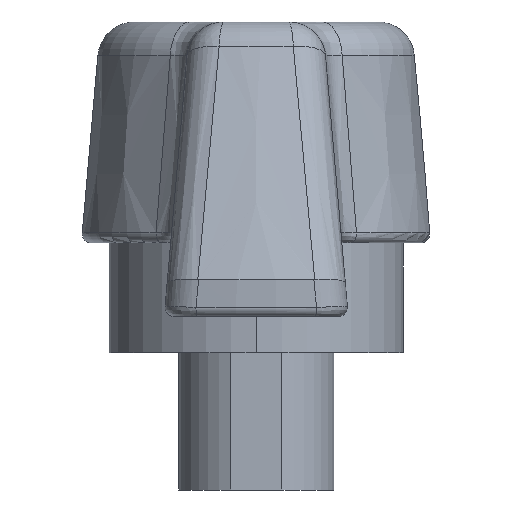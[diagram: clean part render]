
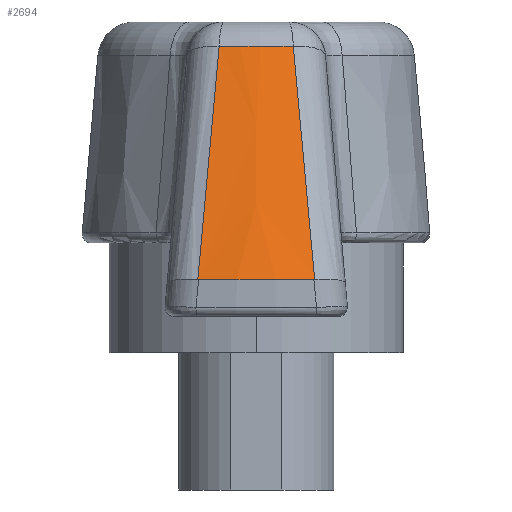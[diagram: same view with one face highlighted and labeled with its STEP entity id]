
A CAD part, front view. The second image highlights one B-rep face of the part: STEP entity #2694.
In plain terms, the highlighted conical face has half-angle 20 degrees and reference radius 15.46 mm.
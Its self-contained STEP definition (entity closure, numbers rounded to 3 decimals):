
#2 = CARTESIAN_POINT ( 'NONE',  ( 3.146, -19.852, -2.557 ) ) ;
#69 = CARTESIAN_POINT ( 'NONE',  ( -3.146, -19.852, -2.556 ) ) ;
#271 = CARTESIAN_POINT ( 'NONE',  ( 2.419, -16.834, 5.943 ) ) ;
#299 = ORIENTED_EDGE ( 'NONE', *, *, #4017, .T. ) ;
#316 = CARTESIAN_POINT ( 'NONE',  ( 3.191, -19.844, -2.556 ) ) ;
#367 = DIRECTION ( 'NONE',  ( 0., 1., 0. ) ) ;
#390 = FACE_OUTER_BOUND ( 'NONE', #4387, .T. ) ;
#414 = CARTESIAN_POINT ( 'NONE',  ( 0., 0., 10.191 ) ) ;
#446 = CARTESIAN_POINT ( 'NONE',  ( -3.191, -19.844, -2.554 ) ) ;
#504 = ORIENTED_EDGE ( 'NONE', *, *, #1763, .T. ) ;
#514 = EDGE_CURVE ( 'NONE', #2076, #4330, #596, .T. ) ;
#596 = B_SPLINE_CURVE_WITH_KNOTS ( 'NONE', 3,
 ( #1968, #271, #1302, #316 ),
 .UNSPECIFIED., .F., .F.,
 ( 4, 4 ),
 ( 0., 1. ),
 .UNSPECIFIED. ) ;
#627 = AXIS2_PLACEMENT_3D ( 'NONE', #2308, #3683, #4300 ) ;
#671 = CARTESIAN_POINT ( 'NONE',  ( -2.361, -16.615, 6.562 ) ) ;
#852 = CARTESIAN_POINT ( 'NONE',  ( 3.176, -19.847, -2.556 ) ) ;
#872 = CARTESIAN_POINT ( 'NONE',  ( 3.161, -19.85, -2.557 ) ) ;
#949 = ORIENTED_EDGE ( 'NONE', *, *, #514, .F. ) ;
#1042 = VERTEX_POINT ( 'NONE', #1787 ) ;
#1089 = CARTESIAN_POINT ( 'NONE',  ( -2.75, -18.12, 2.314 ) ) ;
#1096 = CARTESIAN_POINT ( 'NONE',  ( -3.191, -19.844, -2.554 ) ) ;
#1130 = DIRECTION ( 'NONE',  ( 0., 0., -1. ) ) ;
#1234 = CARTESIAN_POINT ( 'NONE',  ( 3.191, -19.844, -2.556 ) ) ;
#1277 = ORIENTED_EDGE ( 'NONE', *, *, #1967, .T. ) ;
#1286 = B_SPLINE_CURVE_WITH_KNOTS ( 'NONE', 3,
 ( #446, #1737, #3160, #69 ),
 .UNSPECIFIED., .F., .F.,
 ( 4, 4 ),
 ( 0., 1. ),
 .UNSPECIFIED. ) ;
#1302 = CARTESIAN_POINT ( 'NONE',  ( 2.807, -18.34, 1.694 ) ) ;
#1351 = ORIENTED_EDGE ( 'NONE', *, *, #1443, .T. ) ;
#1406 = CARTESIAN_POINT ( 'NONE',  ( -2.024, -15.327, 10.191 ) ) ;
#1443 = EDGE_CURVE ( 'NONE', #2918, #3169, #1286, .T. ) ;
#1543 = CARTESIAN_POINT ( 'NONE',  ( 3.146, -19.852, -2.557 ) ) ;
#1737 = CARTESIAN_POINT ( 'NONE',  ( -3.176, -19.847, -2.556 ) ) ;
#1740 = CARTESIAN_POINT ( 'NONE',  ( -0.682, -15.504, 10.191 ) ) ;
#1763 = EDGE_CURVE ( 'NONE', #3169, #2056, #2976, .T. ) ;
#1787 = CARTESIAN_POINT ( 'NONE',  ( -2.024, -15.327, 10.191 ) ) ;
#1967 = EDGE_CURVE ( 'NONE', #2056, #4330, #2064, .T. ) ;
#1968 = CARTESIAN_POINT ( 'NONE',  ( 2.024, -15.327, 10.191 ) ) ;
#2056 = VERTEX_POINT ( 'NONE', #2 ) ;
#2064 = B_SPLINE_CURVE_WITH_KNOTS ( 'NONE', 3,
 ( #1543, #872, #852, #1234 ),
 .UNSPECIFIED., .F., .F.,
 ( 4, 4 ),
 ( 0., 1. ),
 .UNSPECIFIED. ) ;
#2076 = VERTEX_POINT ( 'NONE', #2804 ) ;
#2091 = CARTESIAN_POINT ( 'NONE',  ( 2.024, -15.327, 10.191 ) ) ;
#2308 = CARTESIAN_POINT ( 'NONE',  ( 0., 0., -2.556 ) ) ;
#2389 = CARTESIAN_POINT ( 'NONE',  ( -3.191, -19.844, -2.554 ) ) ;
#2520 = CARTESIAN_POINT ( 'NONE',  ( 3.191, -19.844, -2.556 ) ) ;
#2694 = ADVANCED_FACE ( 'NONE', ( #390 ), #2908, .T. ) ;
#2758 = AXIS2_PLACEMENT_3D ( 'NONE', #414, #1130, #367 ) ;
#2804 = CARTESIAN_POINT ( 'NONE',  ( 2.024, -15.327, 10.191 ) ) ;
#2908 = CONICAL_SURFACE ( 'NONE', #2758, 15.46, 0.349 ) ;
#2918 = VERTEX_POINT ( 'NONE', #1096 ) ;
#2976 = CIRCLE ( 'NONE', #627, 20.1 ) ;
#3003 = B_SPLINE_CURVE_WITH_KNOTS ( 'NONE', 3,
 ( #2091, #3772, #1740, #1406 ),
 .UNSPECIFIED., .F., .F.,
 ( 4, 4 ),
 ( 0., 1. ),
 .UNSPECIFIED. ) ;
#3054 = CARTESIAN_POINT ( 'NONE',  ( -2.024, -15.327, 10.191 ) ) ;
#3160 = CARTESIAN_POINT ( 'NONE',  ( -3.161, -19.85, -2.556 ) ) ;
#3169 = VERTEX_POINT ( 'NONE', #4151 ) ;
#3187 = EDGE_CURVE ( 'NONE', #1042, #2918, #3705, .T. ) ;
#3683 = DIRECTION ( 'NONE',  ( 0., 0., 1. ) ) ;
#3705 = B_SPLINE_CURVE_WITH_KNOTS ( 'NONE', 3,
 ( #3054, #671, #1089, #2389 ),
 .UNSPECIFIED., .F., .F.,
 ( 4, 4 ),
 ( 0., 1. ),
 .UNSPECIFIED. ) ;
#3740 = ORIENTED_EDGE ( 'NONE', *, *, #3187, .T. ) ;
#3772 = CARTESIAN_POINT ( 'NONE',  ( 0.682, -15.504, 10.191 ) ) ;
#4017 = EDGE_CURVE ( 'NONE', #2076, #1042, #3003, .T. ) ;
#4151 = CARTESIAN_POINT ( 'NONE',  ( -3.146, -19.852, -2.556 ) ) ;
#4300 = DIRECTION ( 'NONE',  ( 0., 1., 0. ) ) ;
#4330 = VERTEX_POINT ( 'NONE', #2520 ) ;
#4387 = EDGE_LOOP ( 'NONE', ( #504, #1277, #949, #299, #3740, #1351 ) ) ;
